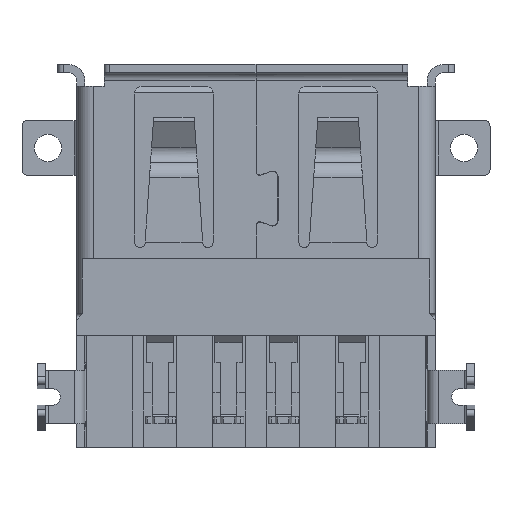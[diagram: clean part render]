
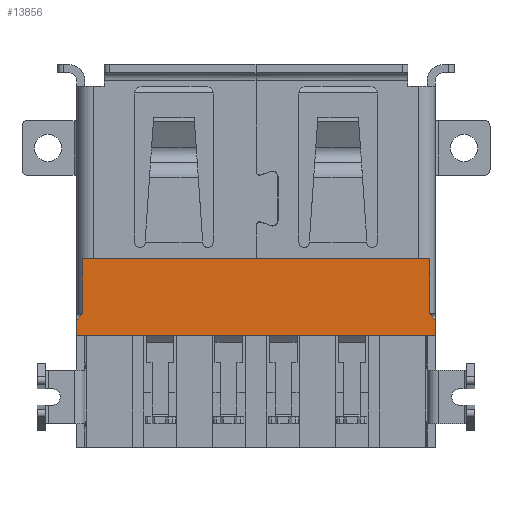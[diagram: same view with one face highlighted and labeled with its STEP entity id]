
A CAD part, front view. The second image highlights one B-rep face of the part: STEP entity #13856.
In plain terms, the highlighted planar face has unit normal (0, -1, 0).
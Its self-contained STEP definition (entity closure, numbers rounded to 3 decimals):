
#367 = LINE ( 'NONE', #8478, #11226 ) ;
#419 = VECTOR ( 'NONE', #2480, 1000. ) ;
#664 = DIRECTION ( 'NONE',  ( -0.625, 0., -0.781 ) ) ;
#748 = VERTEX_POINT ( 'NONE', #13153 ) ;
#2152 = CARTESIAN_POINT ( 'NONE',  ( -6.55, -3.63, -2.5 ) ) ;
#2315 = EDGE_CURVE ( 'NONE', #13367, #748, #6694, .T. ) ;
#2480 = DIRECTION ( 'NONE',  ( 0., 0., -1. ) ) ;
#2814 = ORIENTED_EDGE ( 'NONE', *, *, #3852, .T. ) ;
#3042 = DIRECTION ( 'NONE',  ( 0., 0., -1. ) ) ;
#3187 = VECTOR ( 'NONE', #16552, 1000. ) ;
#3194 = VECTOR ( 'NONE', #6469, 1000. ) ;
#3340 = CARTESIAN_POINT ( 'NONE',  ( 6.35, -3.63, 0.3 ) ) ;
#3552 = CARTESIAN_POINT ( 'NONE',  ( 6.35, -3.63, 0.3 ) ) ;
#3852 = EDGE_CURVE ( 'NONE', #748, #18036, #4853, .T. ) ;
#4343 = EDGE_CURVE ( 'NONE', #16094, #14469, #15925, .T. ) ;
#4853 = LINE ( 'NONE', #9337, #12366 ) ;
#5251 = FACE_OUTER_BOUND ( 'NONE', #15006, .T. ) ;
#5275 = CARTESIAN_POINT ( 'NONE',  ( 6.55, -3.63, -2.5 ) ) ;
#5757 = VERTEX_POINT ( 'NONE', #10864 ) ;
#6268 = ORIENTED_EDGE ( 'NONE', *, *, #4343, .T. ) ;
#6469 = DIRECTION ( 'NONE',  ( -1., 0., 0. ) ) ;
#6694 = LINE ( 'NONE', #5275, #12928 ) ;
#7494 = LINE ( 'NONE', #13827, #15412 ) ;
#7616 = DIRECTION ( 'NONE',  ( -0.625, 0., 0.781 ) ) ;
#8296 = CARTESIAN_POINT ( 'NONE',  ( 6.35, -3.63, -1.7 ) ) ;
#8478 = CARTESIAN_POINT ( 'NONE',  ( -6.55, -3.63, -2.5 ) ) ;
#8656 = LINE ( 'NONE', #19746, #419 ) ;
#8702 = VERTEX_POINT ( 'NONE', #2152 ) ;
#9337 = CARTESIAN_POINT ( 'NONE',  ( 6.55, -3.63, -1.95 ) ) ;
#9665 = DIRECTION ( 'NONE',  ( 0., 0., 1. ) ) ;
#10038 = CARTESIAN_POINT ( 'NONE',  ( 0., -3.63, 0. ) ) ;
#10195 = VERTEX_POINT ( 'NONE', #3552 ) ;
#10422 = ORIENTED_EDGE ( 'NONE', *, *, #13962, .T. ) ;
#10864 = CARTESIAN_POINT ( 'NONE',  ( -6.35, -3.63, 0.3 ) ) ;
#11226 = VECTOR ( 'NONE', #14708, 1000. ) ;
#11660 = PLANE ( 'NONE',  #20054 ) ;
#11704 = ORIENTED_EDGE ( 'NONE', *, *, #19950, .T. ) ;
#11732 = ORIENTED_EDGE ( 'NONE', *, *, #17841, .T. ) ;
#11898 = ORIENTED_EDGE ( 'NONE', *, *, #2315, .T. ) ;
#12366 = VECTOR ( 'NONE', #7616, 1000. ) ;
#12928 = VECTOR ( 'NONE', #9665, 1000. ) ;
#13153 = CARTESIAN_POINT ( 'NONE',  ( 6.55, -3.63, -1.95 ) ) ;
#13367 = VERTEX_POINT ( 'NONE', #17403 ) ;
#13511 = CARTESIAN_POINT ( 'NONE',  ( 6.35, -3.63, -1.7 ) ) ;
#13827 = CARTESIAN_POINT ( 'NONE',  ( -6.55, -3.63, -1.95 ) ) ;
#13856 = ADVANCED_FACE ( 'NONE', ( #5251 ), #11660, .T. ) ;
#13962 = EDGE_CURVE ( 'NONE', #18036, #10195, #16753, .T. ) ;
#14316 = EDGE_CURVE ( 'NONE', #8702, #13367, #367, .T. ) ;
#14469 = VERTEX_POINT ( 'NONE', #15595 ) ;
#14623 = DIRECTION ( 'NONE',  ( 0., -1., 0. ) ) ;
#14708 = DIRECTION ( 'NONE',  ( 1., 0., 0. ) ) ;
#15006 = EDGE_LOOP ( 'NONE', ( #11898, #2814, #10422, #11704, #19121, #6268, #11732, #15487 ) ) ;
#15412 = VECTOR ( 'NONE', #3042, 1000. ) ;
#15487 = ORIENTED_EDGE ( 'NONE', *, *, #14316, .T. ) ;
#15595 = CARTESIAN_POINT ( 'NONE',  ( -6.55, -3.63, -1.95 ) ) ;
#15851 = LINE ( 'NONE', #3340, #3194 ) ;
#15925 = LINE ( 'NONE', #17363, #17247 ) ;
#16020 = EDGE_CURVE ( 'NONE', #5757, #16094, #8656, .T. ) ;
#16094 = VERTEX_POINT ( 'NONE', #18425 ) ;
#16552 = DIRECTION ( 'NONE',  ( 0., 0., 1. ) ) ;
#16753 = LINE ( 'NONE', #13511, #3187 ) ;
#17247 = VECTOR ( 'NONE', #664, 1000. ) ;
#17363 = CARTESIAN_POINT ( 'NONE',  ( -6.35, -3.63, -1.7 ) ) ;
#17403 = CARTESIAN_POINT ( 'NONE',  ( 6.55, -3.63, -2.5 ) ) ;
#17841 = EDGE_CURVE ( 'NONE', #14469, #8702, #7494, .T. ) ;
#18036 = VERTEX_POINT ( 'NONE', #8296 ) ;
#18425 = CARTESIAN_POINT ( 'NONE',  ( -6.35, -3.63, -1.7 ) ) ;
#19121 = ORIENTED_EDGE ( 'NONE', *, *, #16020, .T. ) ;
#19387 = DIRECTION ( 'NONE',  ( 0., 0., -1. ) ) ;
#19746 = CARTESIAN_POINT ( 'NONE',  ( -6.35, -3.63, 0.3 ) ) ;
#19950 = EDGE_CURVE ( 'NONE', #10195, #5757, #15851, .T. ) ;
#20054 = AXIS2_PLACEMENT_3D ( 'NONE', #10038, #14623, #19387 ) ;
